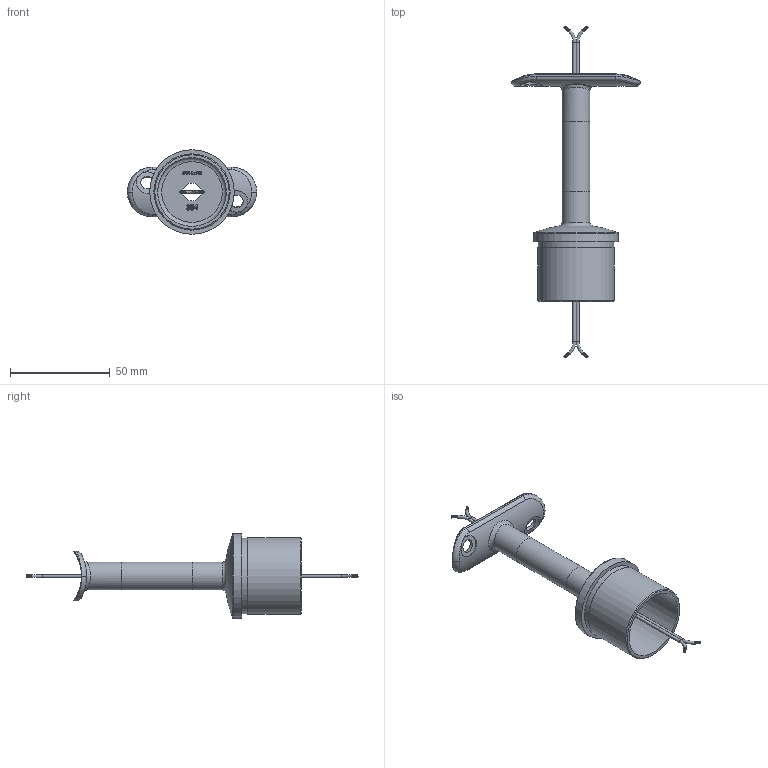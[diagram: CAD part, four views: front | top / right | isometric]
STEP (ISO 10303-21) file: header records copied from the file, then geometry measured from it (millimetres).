
FILE_DESCRIPTION (( 'STEP AP203' ), '1' );
FILE_NAME ('60419-V4A-25-LED.step', '2020-02-12T14:53:11', ( '' ), ( '' ), 'SwSTEP 2.0', 'SolidWorks 2015', '' );
FILE_SCHEMA (( 'CONFIG_CONTROL_DESIGN' ));
Length unit declared in the file: millimetre
Products named in the file (9): 604XX-XXX-LED Teil2; 604XX-XXX-LED Teil1; Kabel; 604XX-XXX-LED Teil3; 604XX-XXX-LED Teil2_604XX-240-LED Teil2 Keyshot; 60419-V4A-25-LED; 604XX-XXX-LED Teil1_60421-240-LED Teil1 Keyshot; 604XX-XXX-LED Teil3_60421-240-LED Teil3 Keyshot
Assembly tree (4 placements, depth 2):
  604XX-XXX-LED Teil2
  604XX-XXX-LED Teil1
  Kabel
  604XX-XXX-LED Teil3
  60419-V4A-25-LED
    604XX-XXX-LED Teil1_60421-240-LED Teil1 Keyshot
    604XX-XXX-LED Teil2_604XX-240-LED Teil2 Keyshot
    604XX-XXX-LED Teil3_60421-240-LED Teil3 Keyshot
    Kabel
Bounding box: 64.98 x 166.77 x 42.4 mm (x, y, z)
Volume: 23108.5 mm3; surface area: 21461.2 mm2
Topology: 349 solids, 349 shells, 1449 faces, 2148 edges, 1425 vertices
Faces by surface type: plane 815, cylinder 435, bspline 186, torus 10, cone 3
Full cylindrical faces by diameter (mm): 0.1 x164, 1.5 x2, 6.5 x2, 9 x2, 10 x1, 11 x2, 11.9 x2, 12 x3, 14 x3, 34.5 x1, 37.9 x1, 38.3 x1, 42.4 x1
Entity records: 54594 total; most frequent: CARTESIAN_POINT 30324, DIRECTION 4848, ORIENTED_EDGE 3646, AXIS2_PLACEMENT_3D 2139, EDGE_CURVE 1823, EDGE_LOOP 1806, FACE_OUTER_BOUND 1765, ADVANCED_FACE 1449
